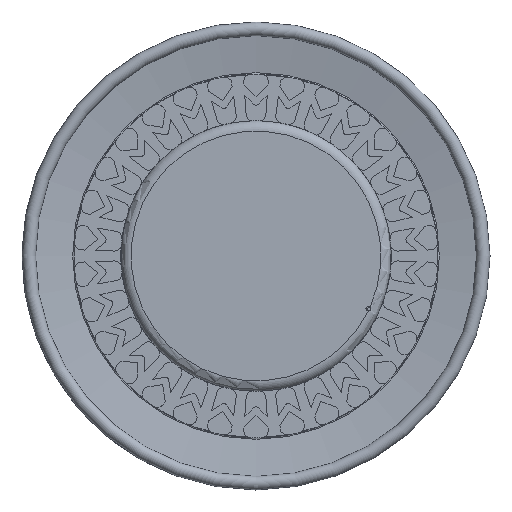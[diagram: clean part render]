
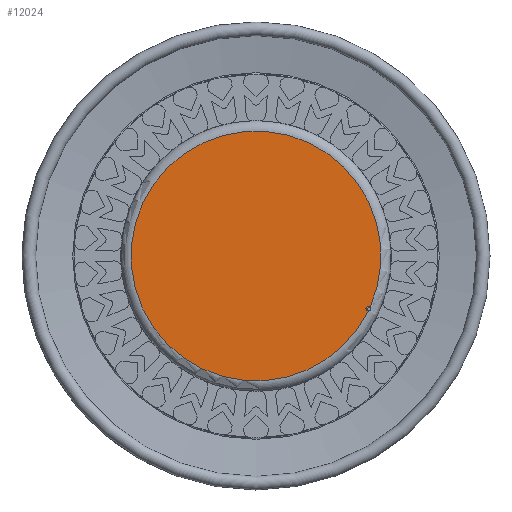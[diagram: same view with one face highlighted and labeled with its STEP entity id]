
A CAD part, front view. The second image highlights one B-rep face of the part: STEP entity #12024.
In plain terms, the highlighted planar face has unit normal (0, -1, 0).
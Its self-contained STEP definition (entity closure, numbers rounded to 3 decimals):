
#2605=FACE_OUTER_BOUND('',#3239,.T.);
#3239=EDGE_LOOP('',(#7494,#7495));
#3946=CIRCLE('',#12662,0.5);
#3950=CIRCLE('',#12668,27.5);
#4531=VERTEX_POINT('',#17383);
#4532=VERTEX_POINT('',#17384);
#5723=EDGE_CURVE('',#4532,#4531,#3946,.T.);
#5728=EDGE_CURVE('',#4531,#4532,#3950,.T.);
#7494=ORIENTED_EDGE('',*,*,#5723,.T.);
#7495=ORIENTED_EDGE('',*,*,#5728,.T.);
#11016=PLANE('',#12667);
#12024=ADVANCED_FACE('',(#2605),#11016,.T.);
#12662=AXIS2_PLACEMENT_3D('',#17401,#13889,#13890);
#12667=AXIS2_PLACEMENT_3D('',#17425,#13899,#13900);
#12668=AXIS2_PLACEMENT_3D('',#17426,#13901,#13902);
#13889=DIRECTION('center_axis',(0.,1.,0.));
#13890=DIRECTION('ref_axis',(0.905,0.,-0.425));
#13899=DIRECTION('center_axis',(0.,-1.,0.));
#13900=DIRECTION('ref_axis',(-0.425,0.,-0.905));
#13901=DIRECTION('center_axis',(0.,-1.,0.));
#13902=DIRECTION('ref_axis',(0.905,0.,-0.425));
#17383=CARTESIAN_POINT('',(25.082,-1.3,-11.275));
#17384=CARTESIAN_POINT('',(24.691,-1.3,-12.108));
#17401=CARTESIAN_POINT('Origin',(24.709,-1.3,-11.608));
#17425=CARTESIAN_POINT('Origin',(12.445,-1.3,-5.847));
#17426=CARTESIAN_POINT('Origin',(0.,-1.3,
0.));
